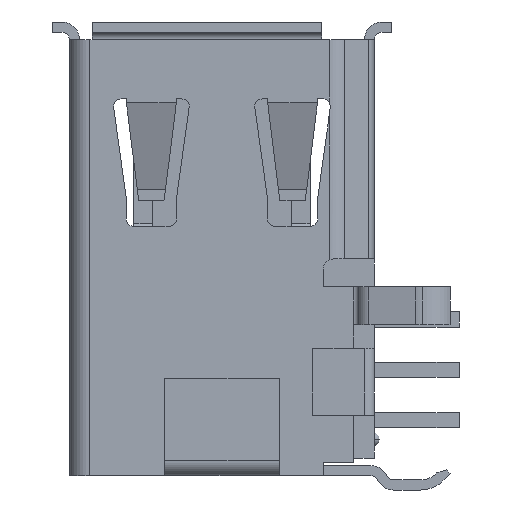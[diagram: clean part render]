
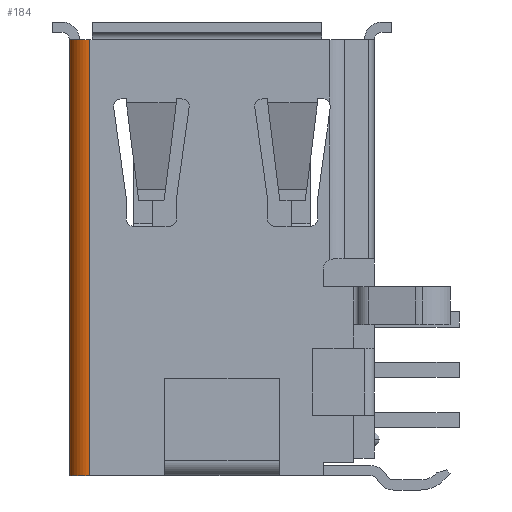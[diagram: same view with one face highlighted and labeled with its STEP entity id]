
A CAD part, left-side view. The second image highlights one B-rep face of the part: STEP entity #184.
In plain terms, the highlighted cylindrical face has radius 0.8 mm (diameter 1.6 mm), a partial arc.
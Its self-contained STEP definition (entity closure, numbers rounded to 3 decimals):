
#184=ADVANCED_FACE('',(#716),#717,.T.);
#716=FACE_OUTER_BOUND('',#1676,.T.);
#717=CYLINDRICAL_SURFACE('',#1677,0.8);
#1676=EDGE_LOOP('',(#3459,#3460,#3461,#3462));
#1677=AXIS2_PLACEMENT_3D('',#3463,#3464,#3465);
#3459=ORIENTED_EDGE('',*,*,#5897,.T.);
#3460=ORIENTED_EDGE('',*,*,#5413,.F.);
#3461=ORIENTED_EDGE('',*,*,#5575,.F.);
#3462=ORIENTED_EDGE('',*,*,#5846,.T.);
#3463=CARTESIAN_POINT('',(-2.69,5.25,0.0));
#3464=DIRECTION('',(0.0,0.0,1.0));
#3465=DIRECTION('',(-1.0,0.0,0.0));
#5413=EDGE_CURVE('',#6479,#6481,#6482,.T.);
#5575=EDGE_CURVE('',#6788,#6479,#6790,.T.);
#5846=EDGE_CURVE('',#6788,#7225,#7227,.T.);
#5897=EDGE_CURVE('',#7225,#6481,#7308,.T.);
#6479=VERTEX_POINT('',#8185);
#6481=VERTEX_POINT('',#8188);
#6482=CIRCLE('',#8189,0.8);
#6788=VERTEX_POINT('',#8640);
#6790=LINE('',#8643,#8644);
#7225=VERTEX_POINT('',#9347);
#7227=CIRCLE('',#9350,0.8);
#7308=LINE('',#9465,#9466);
#8185=CARTESIAN_POINT('',(-3.49,5.25,-18.0));
#8188=CARTESIAN_POINT('',(-2.69,6.05,-18.0));
#8189=AXIS2_PLACEMENT_3D('',#10819,#10820,#10821);
#8640=CARTESIAN_POINT('',(-3.49,5.25,-0.7));
#8643=CARTESIAN_POINT('',(-3.49,5.25,-0.7));
#8644=VECTOR('',#11034,17.3);
#9347=CARTESIAN_POINT('',(-2.69,6.05,-0.7));
#9350=AXIS2_PLACEMENT_3D('',#11356,#11357,#11358);
#9465=CARTESIAN_POINT('',(-2.69,6.05,-0.7));
#9466=VECTOR('',#11441,17.3);
#10819=CARTESIAN_POINT('',(-2.69,5.25,-18.0));
#10820=DIRECTION('',(0.0,0.0,-1.0));
#10821=DIRECTION('',(-1.0,0.0,0.0));
#11034=DIRECTION('',(0.0,0.0,-1.0));
#11356=CARTESIAN_POINT('',(-2.69,5.25,-0.7));
#11357=DIRECTION('',(0.0,0.0,-1.0));
#11358=DIRECTION('',(-1.0,0.0,0.0));
#11441=DIRECTION('',(0.0,0.0,-1.0));
